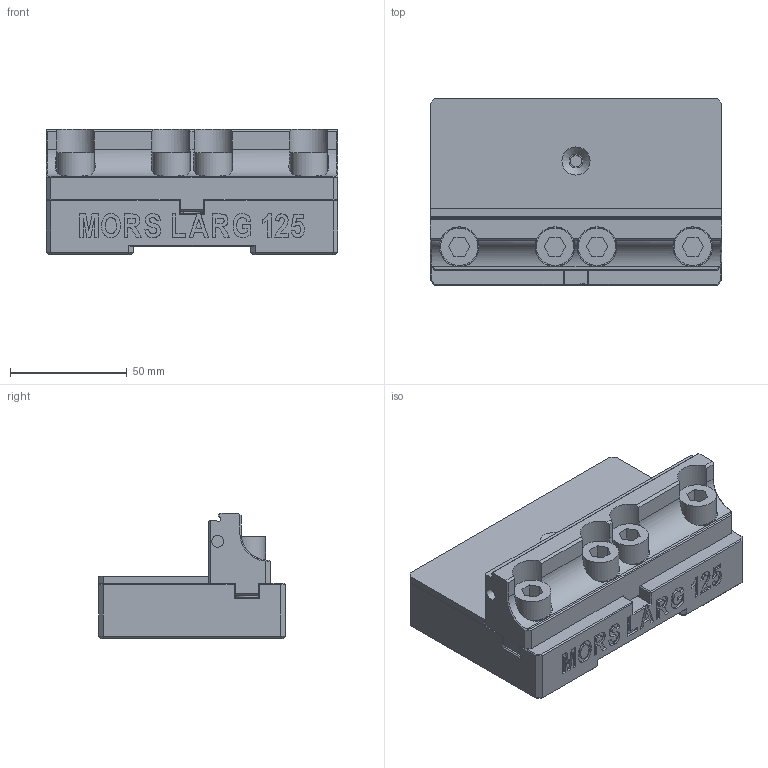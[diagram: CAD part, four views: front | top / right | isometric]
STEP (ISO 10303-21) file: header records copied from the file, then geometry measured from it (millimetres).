
FILE_DESCRIPTION((''),'2;1');
FILE_NAME('TEMP.stp','2019-04-10T11:18:42',(''),(''),'STEP Write','Mastercam 2019 ... CNC Software, Inc.','');
FILE_SCHEMA(('AUTOMOTIVE_DESIGN'));
Length unit declared in the file: millimetre
Products named in the file (1): None
Bounding box: 125 x 80 x 53.6 mm (x, y, z)
Volume: 275050.4 mm3; surface area: 54489.2 mm2
Topology: 1 solids, 1 shells, 476 faces, 1293 edges, 829 vertices
Faces by surface type: plane 350, bspline 68, cylinder 42, cone 16
Full cylindrical faces by diameter (mm): 5 x3, 8.5 x4, 10.5 x2, 16 x4, 17 x4
Entity records: 15908 total; most frequent: CARTESIAN_POINT 4024, ORIENTED_EDGE 2536, DIRECTION 2013, EDGE_CURVE 1268, VECTOR 967, LINE 967, VERTEX_POINT 822, EDGE_LOOP 532
